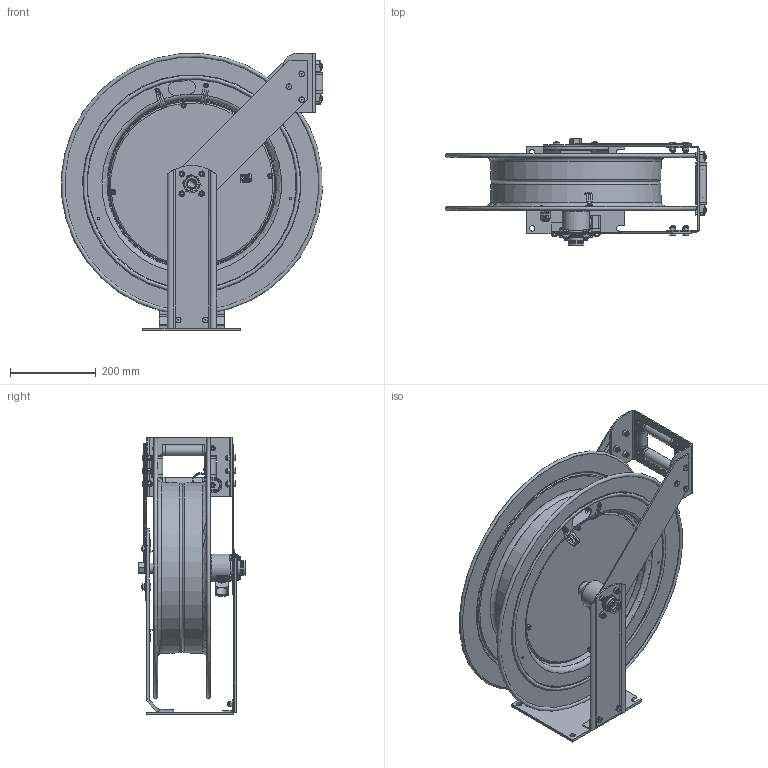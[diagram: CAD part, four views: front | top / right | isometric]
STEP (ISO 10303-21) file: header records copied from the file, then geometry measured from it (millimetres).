
FILE_DESCRIPTION(/* description */ (''),/* implementation_level */ '2;1');
FILE_NAME(/* name */ 'TSH-N-535_SHARED.stp',/* time_stamp */ '2020-02-03T09:29:54-07:00',/* author */ ('NMelton'),/* organization */ (''),/* preprocessor_version */ 'ST-DEVELOPER v17',/* originating_system */ 'Autodesk Inventor 2019',/* authorisation */ '');
FILE_SCHEMA (('AUTOMOTIVE_DESIGN { 1 0 10303 214 3 1 1 }'));
Products named in the file (1): TSH-N-535_SHARED
Bounding box: 609.13 x 248.92 x 647.73 mm (x, y, z)
Surface area: 2152491.3 mm2 (no closed solid volume)
Topology: 0 solids, 233 shells, 2993 faces, 12981 edges, 9832 vertices
Faces by surface type: plane 1530, cylinder 738, bspline 331, cone 279, torus 68, sphere 47
Full cylindrical faces by diameter (mm): 1.981 x2, 2.54 x1, 3.048 x1, 4.826 x2, 5.588 x2, 6.35 x4, 7.925 x4, 7.938 x12, 8.636 x4, 10.414 x1, 11.43 x12, 12.192 x16, 12.7 x2, 13.462 x1, 15.875 x1, 19.05 x1, 25.362 x1, 25.4 x12, 28.448 x1, 31.623 x1, 31.674 x1, 32.791 x2, 33.274 x1, 33.401 x1, 33.528 x1, 34.544 x4, 39.624 x1, 42.926 x1, 63.5 x1, 385.064 x1
Entity records: 140913 total; most frequent: CARTESIAN_POINT 39463, DIRECTION 18489, ORIENTED_EDGE 18459, EDGE_CURVE 12906, VERTEX_POINT 9832, LINE 6963, VECTOR 6963, AXIS2_PLACEMENT_3D 5763
